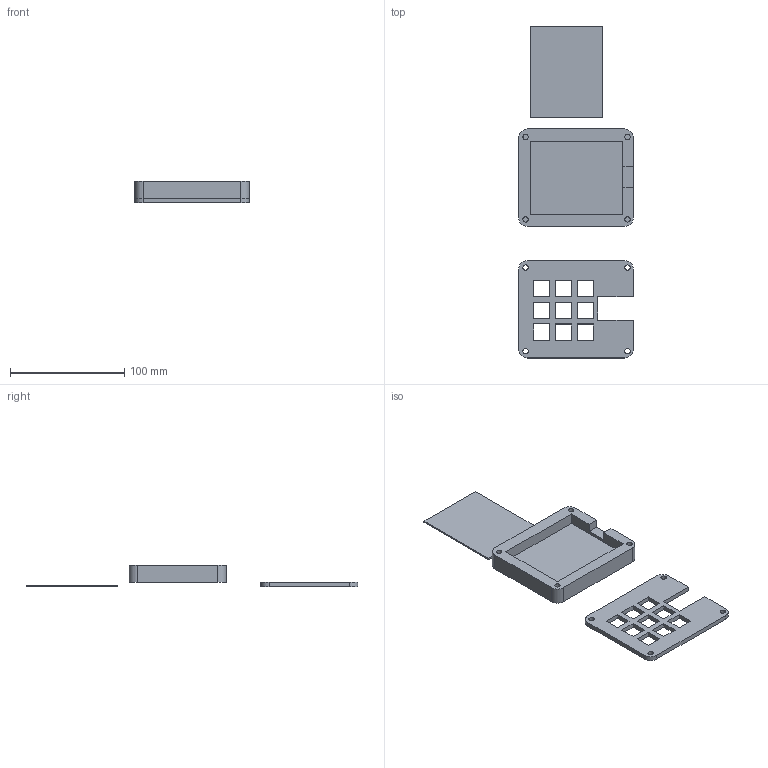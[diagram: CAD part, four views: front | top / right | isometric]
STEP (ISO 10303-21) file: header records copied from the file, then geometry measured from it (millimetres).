
FILE_DESCRIPTION(/* description */ (''),/* implementation_level */ '2;1');
FILE_NAME(/* name */ 'macro pad.step',/* time_stamp */ '2025-12-26T20:16:29Z',/* author */ (''),/* organization */ (''),/* preprocessor_version */ 'ST-DEVELOPER v20.1',/* originating_system */ 'Autodesk Translation Framework v14.21.0.0',/* authorisation */ '');
FILE_SCHEMA (('AUTOMOTIVE_DESIGN { 1 0 10303 214 3 1 1 }'));
Length unit declared in the file: millimetre
Products named in the file (1): macro pad
Bounding box: 100 x 290 x 19 mm (x, y, z)
Volume: 103951.5 mm3; surface area: 51675.8 mm2
Topology: 3 solids, 3 shells, 86 faces, 228 edges, 152 vertices
Faces by surface type: plane 70, cylinder 16
Full cylindrical faces by diameter (mm): 4.7 x8
Entity records: 2727 total; most frequent: CARTESIAN_POINT 467, ORIENTED_EDGE 456, DIRECTION 434, EDGE_CURVE 228, LINE 196, VECTOR 196, VERTEX_POINT 152, AXIS2_PLACEMENT_3D 119
